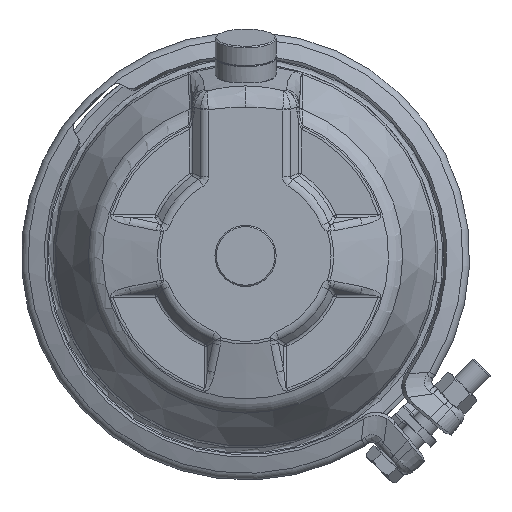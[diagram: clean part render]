
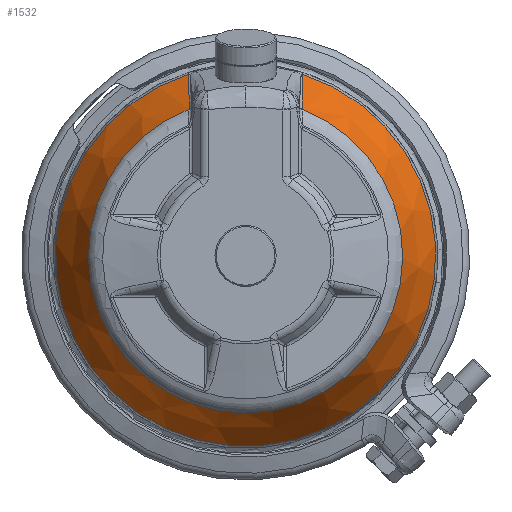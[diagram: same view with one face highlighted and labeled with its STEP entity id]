
A CAD part, left-side view. The second image highlights one B-rep face of the part: STEP entity #1532.
In plain terms, the highlighted conical face has half-angle 29 degrees and reference radius 61.718 mm.
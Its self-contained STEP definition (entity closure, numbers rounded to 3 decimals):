
#1532 = ADVANCED_FACE( '', ( #3360 ), #3361, .T. );
#3360 = FACE_OUTER_BOUND( '', #17244, .T. );
#3361 = CONICAL_SURFACE( '', #17245, 61.718, 0.506 );
#17244 = EDGE_LOOP( '', ( #27169, #27170, #27171, #27172 ) );
#17245 = AXIS2_PLACEMENT_3D( '', #27173, #27174, #27175 );
#27169 = ORIENTED_EDGE( '', *, *, #30892, .T. );
#27170 = ORIENTED_EDGE( '', *, *, #30893, .F. );
#27171 = ORIENTED_EDGE( '', *, *, #29514, .F. );
#27172 = ORIENTED_EDGE( '', *, *, #29864, .F. );
#27173 = CARTESIAN_POINT( '', ( -26.544, 0., 0. ) );
#27174 = DIRECTION( '', ( 1., 0., 0. ) );
#27175 = DIRECTION( '', ( 0., 0., 1. ) );
#29514 = EDGE_CURVE( '', #32095, #31801, #32097, .T. );
#29864 = EDGE_CURVE( '', #32674, #32095, #32676, .T. );
#30892 = EDGE_CURVE( '', #32674, #33568, #34110, .T. );
#30893 = EDGE_CURVE( '', #31801, #33568, #34111, .T. );
#31801 = VERTEX_POINT( '', #36032 );
#32095 = VERTEX_POINT( '', #37063 );
#32097 = B_SPLINE_CURVE_WITH_KNOTS( '', 5, ( #37073, #37074, #37075, #37076, #37077, #37078, #37079, #37080, #37081 ), .UNSPECIFIED., .F., .F., ( 6, 3, 6 ), ( -55.424, -54.907, -16.767 ), .UNSPECIFIED. );
#32674 = VERTEX_POINT( '', #38971 );
#32676 = CIRCLE( '', #38977, 74.685 );
#33568 = VERTEX_POINT( '', #42304 );
#34110 = B_SPLINE_CURVE_WITH_KNOTS( '', 3, ( #44692, #44693, #44694, #44695, #44696, #44697, #44698, #44699 ), .UNSPECIFIED., .F., .F., ( 4, 1, 1, 1, 1, 4 ), ( 0., 0.216, 0.424, 0.624, 0.816, 1. ), .UNSPECIFIED. );
#34111 = CIRCLE( '', #44700, 61.718 );
#36032 = CARTESIAN_POINT( '', ( -26.544, 22.173, 57.598 ) );
#37063 = CARTESIAN_POINT( '', ( -3.151, 22.253, 71.293 ) );
#37073 = CARTESIAN_POINT( '', ( -3.151, 22.253, 71.293 ) );
#37074 = CARTESIAN_POINT( '', ( -3.214, 22.253, 71.256 ) );
#37075 = CARTESIAN_POINT( '', ( -3.277, 22.253, 71.22 ) );
#37076 = CARTESIAN_POINT( '', ( -3.34, 22.253, 71.183 ) );
#37077 = CARTESIAN_POINT( '', ( -8.048, 22.239, 68.453 ) );
#37078 = CARTESIAN_POINT( '', ( -12.745, 22.225, 65.718 ) );
#37079 = CARTESIAN_POINT( '', ( -17.364, 22.209, 63.017 ) );
#37080 = CARTESIAN_POINT( '', ( -21.966, 22.192, 60.31 ) );
#37081 = CARTESIAN_POINT( '', ( -26.544, 22.173, 57.598 ) );
#38971 = CARTESIAN_POINT( '', ( -3.151, -22.253, 71.293 ) );
#38977 = AXIS2_PLACEMENT_3D( '', #46810, #46811, #46812 );
#42304 = CARTESIAN_POINT( '', ( -26.544, -22.173, 57.598 ) );
#44692 = CARTESIAN_POINT( '', ( -3.151, -22.253, 71.293 ) );
#44693 = CARTESIAN_POINT( '', ( -4.837, -22.248, 70.314 ) );
#44694 = CARTESIAN_POINT( '', ( -8.147, -22.239, 68.393 ) );
#44695 = CARTESIAN_POINT( '', ( -13.015, -22.224, 65.555 ) );
#44696 = CARTESIAN_POINT( '', ( -17.693, -22.208, 62.816 ) );
#44697 = CARTESIAN_POINT( '', ( -22.184, -22.191, 60.177 ) );
#44698 = CARTESIAN_POINT( '', ( -25.111, -22.179, 58.445 ) );
#44699 = CARTESIAN_POINT( '', ( -26.544, -22.173, 57.598 ) );
#44700 = AXIS2_PLACEMENT_3D( '', #47358, #47359, #47360 );
#46810 = CARTESIAN_POINT( '', ( -3.151, 0., 0. ) );
#46811 = DIRECTION( '', ( 1., 0., 0. ) );
#46812 = DIRECTION( '', ( 0., 0., 1. ) );
#47358 = CARTESIAN_POINT( '', ( -26.544, 0., 0. ) );
#47359 = DIRECTION( '', ( -1., 0., 0. ) );
#47360 = DIRECTION( '', ( 0., 0., 1. ) );
